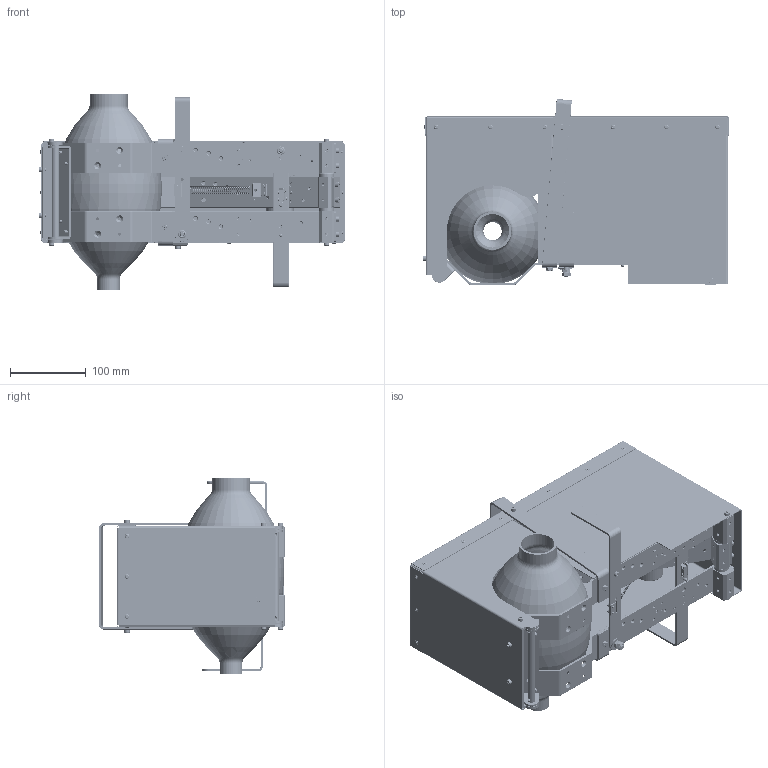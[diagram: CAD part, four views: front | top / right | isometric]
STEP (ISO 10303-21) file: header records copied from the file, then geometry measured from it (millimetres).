
FILE_DESCRIPTION(('Creo Elements/Direct Modeling STEP Export'),'2;1');
FILE_NAME('DORAN-ABVM-GARAGE-20APR20.stp','2020-04-21T14:52:49',(''),(''),'Creo Elements/Direct Modeling STEP processor for AP214 (Solid Model)','Creo Elements/Direct Modeling 19.0G 27-Nov-2017 (C) Parametric Technology GmbH','');
FILE_SCHEMA(('AUTOMOTIVE_DESIGN { 1 0 10303 214 1 1 1 1 }'));
Length unit declared in the file: millimetre
Products named in the file (46): ABVM-DOOR-TOP; AVBM-LOADING-ARM-HINGE; ABVM-BEARING-SHAFT.1; ABVM-DOOR; ABVM-DOOR-TOP.1; ABVM-COVER; ABVM-COVER-CARRY-HANDLE; AVBM-LOADING-DOOR-HINGE; ABVM-COVER-ASSEMBLY; AVBM-HANDLE.2; ABVM-SWITCH; ABVM-SENSOR-BLOCK; ABVM-TIDAL-VOLUME-ADJUSTMENT; ABVM-ARM-3MM; ABVM-MOTOR-CAM-ARM; ABVM-MOTOR-CAM-PIN; ABVM-MOTOR; ABVM-MOTOR-ASSEMBLY.1; ABVM-MOTOR-ASSEMBLY.1.1; ABVM-MOTOR-CAM-PLATE; ABVM-MOTOR-CLAMP; ABVM-MOTOR-DRIVE-ASSEMBLY; AVBM-MOVING-ARM-ASSEMBLY; ABVM-SPRING-ANCHOR.1; ABVM-SPRING-POSITIONS; ABVM-SPRING-103; ABVM-FORCE-ADJUSTMENT; ABVM-MAIN-BEARING; ABVM-BEARING-SPACER.1; ABVM-BEARING-ASSEMBLY; AVBM-BAG; M4X6MM.1.1.1; M4X10MM.1; M4X8MM.2.2; M6-NUT.2; M6X16MM; M3X6MM.2.2; M4-BALL-END-GRUBSCREW; M4-NUT; M2X8MM.1.1.1 ...
Assembly tree (131 placements, depth 5):
  ABVM-GARAGE-VERSION-3MM
    ABVM-ARM-3MM  x2
    ABVM-FASTENERS
      M4-NUT  x5
      M4X10MM.1  x4
      M4X8MM-COUNTERSUNK.1.1  x6
      M4X6MM.1.1.1  x11
      M2X8MM.1.1.1  x6
      M2-WASHER.1.1.1  x6
      M3X3MM-POP-RIVET.1.1.1.4  x20
      M4-WASHER.1  x4
      M4X8MM.2.2  x12
      M3X6MM.2.2  x6
      M4-BALL-END-GRUBSCREW
      M6-NUT.2  x4
      M6X16MM  x2
    AVBM-BAG
    ABVM-BEARING-ASSEMBLY
      ABVM-BEARING-SHAFT.1
      ABVM-BEARING-SPACER.1  x2
      ABVM-MAIN-BEARING  x3
    ABVM-FORCE-ADJUSTMENT
      ABVM-SPRING-103
      ABVM-SPRING-POSITIONS
      ABVM-SPRING-ANCHOR.1  x2
      AVBM-HANDLE.2
    AVBM-MOVING-ARM-ASSEMBLY
      ABVM-MOTOR-DRIVE-ASSEMBLY
        ABVM-MOTOR-CLAMP
        ABVM-MOTOR-CAM-PLATE
        ABVM-MOTOR-ASSEMBLY.1.1
        ABVM-MOTOR-ASSEMBLY.1
          ABVM-MOTOR-CAM-ARM  x2
          ABVM-MOTOR-CAM-PIN  x2
          ABVM-MOTOR
      ABVM-ARM-3MM
    ABVM-TIDAL-VOLUME-ADJUSTMENT
      ABVM-SWITCH  x3
      ABVM-SENSOR-BLOCK
      AVBM-HANDLE.2
    ABVM-COVER-ASSEMBLY
      AVBM-LOADING-DOOR-HINGE
      ABVM-COVER-CARRY-HANDLE
      ABVM-COVER
      ABVM-DOOR-TOP.1
      ABVM-DOOR
      ABVM-BEARING-SHAFT.1
      AVBM-LOADING-ARM-HINGE
      ABVM-DOOR-TOP
Bounding box: 403.75 x 244.6 x 259 mm (x, y, z)
Volume: 849646.4 mm3; surface area: 992905.9 mm2
Topology: 121 solids, 121 shells, 3684 faces, 8803 edges, 5513 vertices
Faces by surface type: cylinder 1394, plane 973, cone 645, torus 636, bspline 36
Entity records: 62485 total; most frequent: CARTESIAN_POINT 24747, ORIENTED_EDGE 7432, DIRECTION 7309, EDGE_CURVE 3716, AXIS2_PLACEMENT_3D 2864, VERTEX_POINT 2324, EDGE_LOOP 1768, VECTOR 1581
